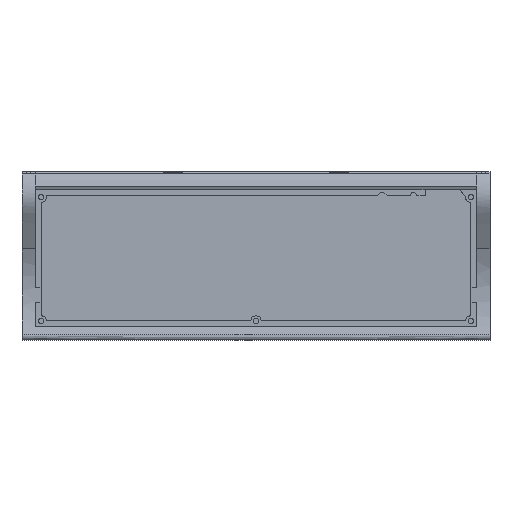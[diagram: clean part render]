
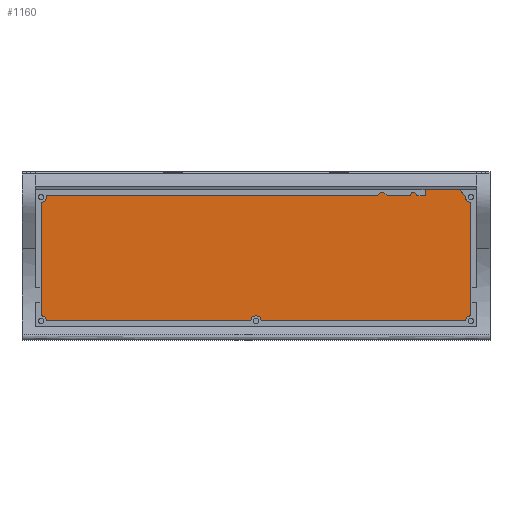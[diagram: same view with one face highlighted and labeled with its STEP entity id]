
A CAD part, top view. The second image highlights one B-rep face of the part: STEP entity #1160.
In plain terms, the highlighted planar face has unit normal (0, 0, 1).
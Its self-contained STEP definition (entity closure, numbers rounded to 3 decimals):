
#52=CIRCLE('',#1247,4.);
#53=CIRCLE('',#1248,4.);
#54=CIRCLE('',#1249,4.);
#55=CIRCLE('',#1250,4.);
#56=CIRCLE('',#1251,4.);
#128=FACE_OUTER_BOUND('',#196,.T.);
#196=EDGE_LOOP('',(#955,#956,#957,#958,#959,#960,#961,#962,#963,#964,#965,
#966,#967,#968,#969,#970,#971,#972,#973,#974,#975));
#268=LINE('',#2202,#385);
#299=LINE('',#2299,#416);
#303=LINE('',#2307,#420);
#304=LINE('',#2309,#421);
#305=LINE('',#2311,#422);
#306=LINE('',#2313,#423);
#307=LINE('',#2315,#424);
#308=LINE('',#2317,#425);
#309=LINE('',#2319,#426);
#310=LINE('',#2321,#427);
#311=LINE('',#2323,#428);
#312=LINE('',#2325,#429);
#313=LINE('',#2330,#430);
#314=LINE('',#2334,#431);
#315=LINE('',#2338,#432);
#316=LINE('',#2341,#433);
#385=VECTOR('',#1353,10.);
#416=VECTOR('',#1444,10.);
#420=VECTOR('',#1454,10.);
#421=VECTOR('',#1455,10.);
#422=VECTOR('',#1456,10.);
#423=VECTOR('',#1457,10.);
#424=VECTOR('',#1458,10.);
#425=VECTOR('',#1459,10.);
#426=VECTOR('',#1460,10.);
#427=VECTOR('',#1461,10.);
#428=VECTOR('',#1462,10.);
#429=VECTOR('',#1463,10.);
#430=VECTOR('',#1468,10.);
#431=VECTOR('',#1471,10.);
#432=VECTOR('',#1474,10.);
#433=VECTOR('',#1477,10.);
#513=VERTEX_POINT('',#2199);
#514=VERTEX_POINT('',#2201);
#549=VERTEX_POINT('',#2296);
#550=VERTEX_POINT('',#2298);
#551=VERTEX_POINT('',#2306);
#552=VERTEX_POINT('',#2308);
#553=VERTEX_POINT('',#2310);
#554=VERTEX_POINT('',#2312);
#555=VERTEX_POINT('',#2314);
#556=VERTEX_POINT('',#2316);
#557=VERTEX_POINT('',#2318);
#558=VERTEX_POINT('',#2320);
#559=VERTEX_POINT('',#2322);
#560=VERTEX_POINT('',#2324);
#561=VERTEX_POINT('',#2327);
#562=VERTEX_POINT('',#2329);
#563=VERTEX_POINT('',#2331);
#564=VERTEX_POINT('',#2333);
#565=VERTEX_POINT('',#2335);
#566=VERTEX_POINT('',#2337);
#567=VERTEX_POINT('',#2339);
#647=EDGE_CURVE('',#514,#513,#268,.T.);
#693=EDGE_CURVE('',#550,#549,#299,.T.);
#697=EDGE_CURVE('',#549,#551,#303,.T.);
#698=EDGE_CURVE('',#551,#552,#304,.T.);
#699=EDGE_CURVE('',#552,#553,#305,.T.);
#700=EDGE_CURVE('',#553,#554,#306,.T.);
#701=EDGE_CURVE('',#554,#555,#307,.T.);
#702=EDGE_CURVE('',#555,#556,#308,.T.);
#703=EDGE_CURVE('',#556,#557,#309,.T.);
#704=EDGE_CURVE('',#557,#558,#310,.T.);
#705=EDGE_CURVE('',#558,#559,#311,.T.);
#706=EDGE_CURVE('',#559,#560,#312,.T.);
#707=EDGE_CURVE('',#560,#514,#52,.T.);
#708=EDGE_CURVE('',#513,#561,#53,.T.);
#709=EDGE_CURVE('',#561,#562,#313,.T.);
#710=EDGE_CURVE('',#562,#563,#54,.T.);
#711=EDGE_CURVE('',#563,#564,#314,.T.);
#712=EDGE_CURVE('',#564,#565,#55,.T.);
#713=EDGE_CURVE('',#565,#566,#315,.T.);
#714=EDGE_CURVE('',#566,#567,#56,.T.);
#715=EDGE_CURVE('',#567,#550,#316,.T.);
#955=ORIENTED_EDGE('',*,*,#693,.T.);
#956=ORIENTED_EDGE('',*,*,#697,.T.);
#957=ORIENTED_EDGE('',*,*,#698,.T.);
#958=ORIENTED_EDGE('',*,*,#699,.T.);
#959=ORIENTED_EDGE('',*,*,#700,.T.);
#960=ORIENTED_EDGE('',*,*,#701,.T.);
#961=ORIENTED_EDGE('',*,*,#702,.T.);
#962=ORIENTED_EDGE('',*,*,#703,.T.);
#963=ORIENTED_EDGE('',*,*,#704,.T.);
#964=ORIENTED_EDGE('',*,*,#705,.T.);
#965=ORIENTED_EDGE('',*,*,#706,.T.);
#966=ORIENTED_EDGE('',*,*,#707,.T.);
#967=ORIENTED_EDGE('',*,*,#647,.T.);
#968=ORIENTED_EDGE('',*,*,#708,.T.);
#969=ORIENTED_EDGE('',*,*,#709,.T.);
#970=ORIENTED_EDGE('',*,*,#710,.T.);
#971=ORIENTED_EDGE('',*,*,#711,.T.);
#972=ORIENTED_EDGE('',*,*,#712,.T.);
#973=ORIENTED_EDGE('',*,*,#713,.T.);
#974=ORIENTED_EDGE('',*,*,#714,.T.);
#975=ORIENTED_EDGE('',*,*,#715,.T.);
#1107=PLANE('',#1246);
#1160=ADVANCED_FACE('',(#128),#1107,.T.);
#1246=AXIS2_PLACEMENT_3D('',#2305,#1452,#1453);
#1247=AXIS2_PLACEMENT_3D('',#2326,#1464,#1465);
#1248=AXIS2_PLACEMENT_3D('',#2328,#1466,#1467);
#1249=AXIS2_PLACEMENT_3D('',#2332,#1469,#1470);
#1250=AXIS2_PLACEMENT_3D('',#2336,#1472,#1473);
#1251=AXIS2_PLACEMENT_3D('',#2340,#1475,#1476);
#1353=DIRECTION('',(0.,-1.,0.));
#1444=DIRECTION('',(-1.,0.,0.));
#1452=DIRECTION('center_axis',(0.,0.,1.));
#1453=DIRECTION('ref_axis',(1.,0.,0.));
#1454=DIRECTION('',(0.,-1.,0.));
#1455=DIRECTION('',(-1.,0.,0.));
#1456=DIRECTION('',(-0.514,0.857,0.));
#1457=DIRECTION('',(-1.,0.,0.));
#1458=DIRECTION('',(-0.371,-0.928,0.));
#1459=DIRECTION('',(-1.,0.,0.));
#1460=DIRECTION('',(-0.707,0.707,0.));
#1461=DIRECTION('',(-1.,0.,0.));
#1462=DIRECTION('',(-0.707,-0.707,0.));
#1463=DIRECTION('',(-1.,0.,0.));
#1464=DIRECTION('center_axis',(0.,0.,-1.));
#1465=DIRECTION('ref_axis',(1.,0.,0.));
#1466=DIRECTION('center_axis',(0.,0.,-1.));
#1467=DIRECTION('ref_axis',(1.,0.,0.));
#1468=DIRECTION('',(1.,0.,0.));
#1469=DIRECTION('center_axis',(0.,0.,-1.));
#1470=DIRECTION('ref_axis',(1.,0.,0.));
#1471=DIRECTION('',(1.,0.,0.));
#1472=DIRECTION('center_axis',(0.,0.,-1.));
#1473=DIRECTION('ref_axis',(1.,0.,0.));
#1474=DIRECTION('',(0.,1.,0.));
#1475=DIRECTION('center_axis',(0.,0.,-1.));
#1476=DIRECTION('ref_axis',(1.,0.,0.));
#1477=DIRECTION('',(-0.653,0.758,0.));
#2199=CARTESIAN_POINT('',(-163.,-43.5,0.));
#2201=CARTESIAN_POINT('',(-163.,42.5,0.));
#2202=CARTESIAN_POINT('',(-163.,-21.75,0.));
#2296=CARTESIAN_POINT('',(128.5,52.,0.));
#2298=CARTESIAN_POINT('',(154.746,52.,0.));
#2299=CARTESIAN_POINT('',(-83.75,52.,0.));
#2305=CARTESIAN_POINT('Origin',(0.,0.,0.));
#2306=CARTESIAN_POINT('',(128.5,47.495,0.));
#2307=CARTESIAN_POINT('',(128.5,23.748,0.));
#2308=CARTESIAN_POINT('',(122.,47.495,0.));
#2309=CARTESIAN_POINT('',(61.,47.495,0.));
#2310=CARTESIAN_POINT('',(120.5,49.995,0.));
#2311=CARTESIAN_POINT('',(115.58,58.195,0.));
#2312=CARTESIAN_POINT('',(118.,49.995,0.));
#2313=CARTESIAN_POINT('',(59.,49.995,0.));
#2314=CARTESIAN_POINT('',(117.,47.495,0.));
#2315=CARTESIAN_POINT('',(100.742,6.851,0.));
#2316=CARTESIAN_POINT('',(99.5,47.495,0.));
#2317=CARTESIAN_POINT('',(49.75,47.495,0.));
#2318=CARTESIAN_POINT('',(97.,49.995,0.));
#2319=CARTESIAN_POINT('',(85.249,61.746,0.));
#2320=CARTESIAN_POINT('',(94.5,49.995,0.));
#2321=CARTESIAN_POINT('',(47.25,49.995,0.));
#2322=CARTESIAN_POINT('',(92.,47.495,0.));
#2323=CARTESIAN_POINT('',(57.126,12.621,0.));
#2324=CARTESIAN_POINT('',(-159.126,47.495,0.));
#2325=CARTESIAN_POINT('',(-79.563,47.495,0.));
#2326=CARTESIAN_POINT('Origin',(-163.,46.5,0.));
#2327=CARTESIAN_POINT('',(-159.,-47.5,0.));
#2328=CARTESIAN_POINT('Origin',(-163.,-47.5,0.));
#2329=CARTESIAN_POINT('',(-4.,-47.5,0.));
#2330=CARTESIAN_POINT('',(-2.,-47.5,0.));
#2331=CARTESIAN_POINT('',(4.,-47.5,0.));
#2332=CARTESIAN_POINT('Origin',(0.,-47.5,0.));
#2333=CARTESIAN_POINT('',(159.,-47.5,0.));
#2334=CARTESIAN_POINT('',(79.5,-47.5,0.));
#2335=CARTESIAN_POINT('',(163.,-43.5,0.));
#2336=CARTESIAN_POINT('Origin',(163.,-47.5,0.));
#2337=CARTESIAN_POINT('',(163.,42.5,0.));
#2338=CARTESIAN_POINT('',(163.,21.25,0.));
#2339=CARTESIAN_POINT('',(159.034,47.023,0.));
#2340=CARTESIAN_POINT('Origin',(163.,46.5,0.));
#2341=CARTESIAN_POINT('',(134.637,75.339,0.));
